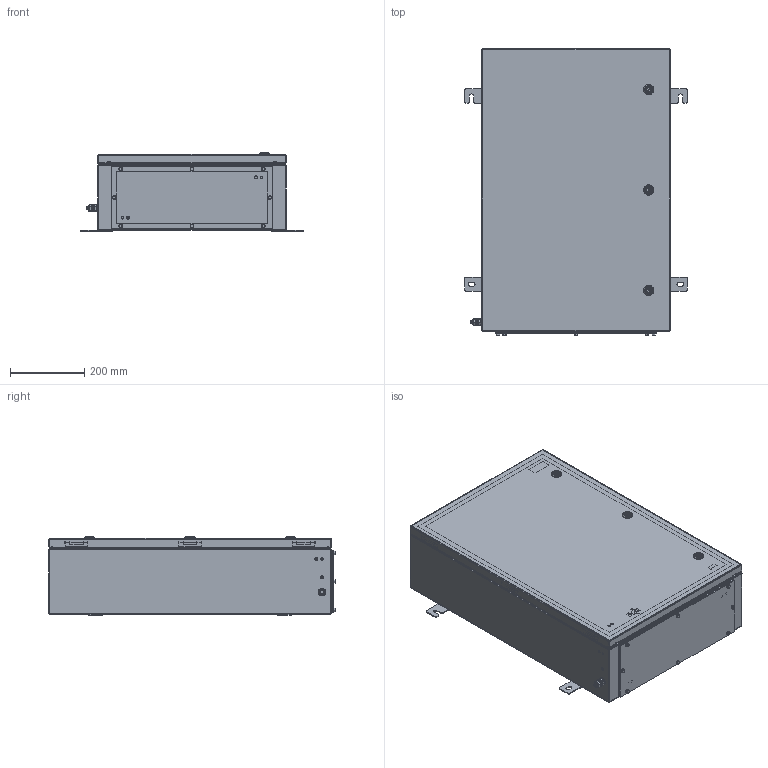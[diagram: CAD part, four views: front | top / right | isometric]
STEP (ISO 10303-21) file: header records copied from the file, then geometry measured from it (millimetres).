
FILE_DESCRIPTION (( 'STEP AP214' ), '1' );
FILE_NAME ('34061000.STEP', '2013-11-21T14:03:37', ( '' ), ( '' ), 'SwSTEP 2.0', 'SolidWorks 2013', '' );
FILE_SCHEMA (( 'AUTOMOTIVE_DESIGN' ));
Length unit declared in the file: millimetre
Products named in the file (50): 94140_f〉 Mutter M10; 42045; 82414; 56350; 99570; 94375; 83156; 42067; 83159; 93377; 42067_Betaetigung; 56481; 42067_O-Ring; 42200; 42067_Federsch; 83160; 92441; 42090; 94387; 82410_476x729; 82204; 93173; 42907_Standard<Wie bearbeitet>; 42066; 98061; 56469; 42066_Mutter; 34065007_Standard Dichtung; 83081; 42066_Geh; 82420_34045007; 93379; 42045_Stift_umgedreht; 42290_21xM20; 42195; 42045_Oberteil; 98086; 42194; 42045_Stift; 93506 ...
Assembly tree (115 placements, depth 4):
  34061000
    56469
      42895_Standard<Wie bearbeitet>
      93378  x7
      42194  x2
      42195  x2
      93379
      83081  x8
    56481
      42907_Standard<Wie bearbeitet>
      82410_476x729
      93379
      92441
      93378  x2
      42200
    56309
      93377
      83159  x4
      83156  x5
      99570  x4
      82414
      94140_f〉 Mutter M10  x2
      82414_Nur f〉 Darstellung
    42045_Stift_umgedreht
      42045_Unterteil
      42045_Stift
      42045_Oberteil
    56350  x3
      42066
        42066_Geh
        42066_Mutter
      82204
      42090
      42067
        42067_Federsch
        42067_O-Ring
        42067_Betaetigung
        42067
      94375
    42045  x2
      42045_Unterteil
      42045_Stift
      42045_Oberteil
    92081  x3
    42199_Deckeleingespannt
    42201
    93506  x2
    98086  x2
    34065007_Standard Dichtung
      42290_21xM20
      82420_34045007
      93379  x2
      92081  x2
    98061  x8
    93173  x8
    94387  x8
    83160  x3
Bounding box: 600 x 772.5 x 212.97 mm (x, y, z)
Volume: 2656244.2 mm3; surface area: 3113965.5 mm2
Topology: 124 solids, 124 shells, 2937 faces, 7108 edges, 4470 vertices
Faces by surface type: plane 1263, cylinder 1022, cone 386, torus 132, bspline 98, sphere 36
Entity records: 38834 total; most frequent: CARTESIAN_POINT 8872, DIRECTION 5853, ORIENTED_EDGE 5576, EDGE_CURVE 2788, AXIS2_PLACEMENT_3D 2124, VERTEX_POINT 1749, VECTOR 1605, LINE 1605
